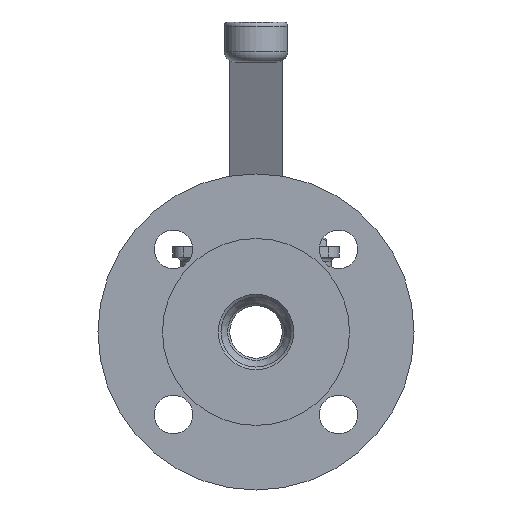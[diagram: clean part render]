
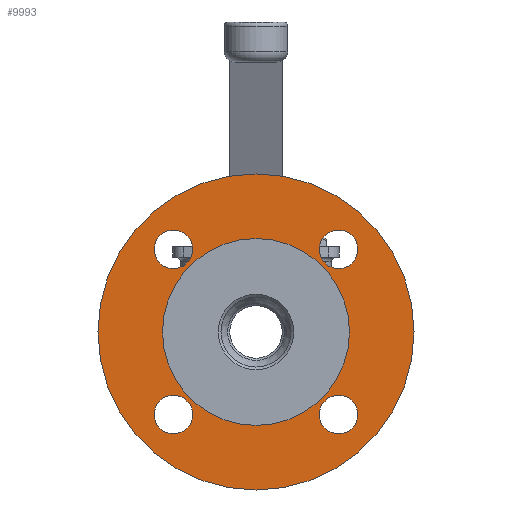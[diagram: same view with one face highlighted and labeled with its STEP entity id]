
A CAD part, front view. The second image highlights one B-rep face of the part: STEP entity #9993.
In plain terms, the highlighted planar face has unit normal (0, -1, 0).
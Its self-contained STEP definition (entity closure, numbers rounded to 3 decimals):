
#1234=CARTESIAN_POINT('',(-30.052,-66.23,23.052));
#1235=VERTEX_POINT('',#1234);
#1236=CARTESIAN_POINT('',(-30.052,-66.23,30.052));
#1237=DIRECTION('',(0.0,1.0,0.0));
#1238=DIRECTION('',(0.0,0.0,1.0));
#1239=AXIS2_PLACEMENT_3D('',#1236,#1237,#1238);
#1240=CIRCLE('',#1239,7.);
#1241=EDGE_CURVE('',#1235,#1235,#1240,.T.);
#1262=CARTESIAN_POINT('',(-23.052,-66.23,-30.052));
#1263=VERTEX_POINT('',#1262);
#1264=CARTESIAN_POINT('',(-30.052,-66.23,-30.052));
#1265=DIRECTION('',(0.0,1.0,0.0));
#1266=DIRECTION('',(-1.0,0.0,0.0));
#1267=AXIS2_PLACEMENT_3D('',#1264,#1265,#1266);
#1268=CIRCLE('',#1267,7.);
#1269=EDGE_CURVE('',#1263,#1263,#1268,.T.);
#1290=CARTESIAN_POINT('',(30.052,-66.23,-23.052));
#1291=VERTEX_POINT('',#1290);
#1292=CARTESIAN_POINT('',(30.052,-66.23,-30.052));
#1293=DIRECTION('',(0.0,1.0,0.0));
#1294=DIRECTION('',(0.0,0.0,-1.0));
#1295=AXIS2_PLACEMENT_3D('',#1292,#1293,#1294);
#1296=CIRCLE('',#1295,7.);
#1297=EDGE_CURVE('',#1291,#1291,#1296,.T.);
#1318=CARTESIAN_POINT('',(23.052,-66.23,30.052));
#1319=VERTEX_POINT('',#1318);
#1320=CARTESIAN_POINT('',(30.052,-66.23,30.052));
#1321=DIRECTION('',(0.0,1.0,0.0));
#1322=DIRECTION('',(1.0,0.0,0.0));
#1323=AXIS2_PLACEMENT_3D('',#1320,#1321,#1322);
#1324=CIRCLE('',#1323,7.);
#1325=EDGE_CURVE('',#1319,#1319,#1324,.T.);
#9947=CARTESIAN_POINT('',(0.0,-66.23,-57.5));
#9948=VERTEX_POINT('',#9947);
#9949=CARTESIAN_POINT('',(0.0,-66.23,0.0));
#9950=DIRECTION('',(0.0,-1.0,0.0));
#9951=DIRECTION('',(0.0,0.0,-1.0));
#9952=AXIS2_PLACEMENT_3D('',#9949,#9950,#9951);
#9953=CIRCLE('',#9952,57.5);
#9954=EDGE_CURVE('',#9948,#9948,#9953,.T.);
#9962=CARTESIAN_POINT('',(0.0,-66.23,-45.75));
#9963=DIRECTION('',(0.0,-1.0,0.0));
#9964=DIRECTION('',(0.0,0.0,-1.0));
#9965=AXIS2_PLACEMENT_3D('',#9962,#9963,#9964);
#9966=PLANE('',#9965);
#9967=ORIENTED_EDGE('',*,*,#9954,.T.);
#9968=EDGE_LOOP('',(#9967));
#9969=FACE_OUTER_BOUND('',#9968,.T.);
#9970=ORIENTED_EDGE('',*,*,#1241,.T.);
#9971=EDGE_LOOP('',(#9970));
#9972=FACE_BOUND('',#9971,.T.);
#9973=ORIENTED_EDGE('',*,*,#1269,.T.);
#9974=EDGE_LOOP('',(#9973));
#9975=FACE_BOUND('',#9974,.T.);
#9976=ORIENTED_EDGE('',*,*,#1297,.T.);
#9977=EDGE_LOOP('',(#9976));
#9978=FACE_BOUND('',#9977,.T.);
#9979=ORIENTED_EDGE('',*,*,#1325,.T.);
#9980=EDGE_LOOP('',(#9979));
#9981=FACE_BOUND('',#9980,.T.);
#9982=CARTESIAN_POINT('',(0.0,-66.23,-34.));
#9983=VERTEX_POINT('',#9982);
#9984=CARTESIAN_POINT('',(0.0,-66.23,0.0));
#9985=DIRECTION('',(0.0,-1.0,0.0));
#9986=DIRECTION('',(0.0,0.0,-1.0));
#9987=AXIS2_PLACEMENT_3D('',#9984,#9985,#9986);
#9988=CIRCLE('',#9987,34.);
#9989=EDGE_CURVE('',#9983,#9983,#9988,.T.);
#9990=ORIENTED_EDGE('',*,*,#9989,.F.);
#9991=EDGE_LOOP('',(#9990));
#9992=FACE_BOUND('',#9991,.T.);
#9993=ADVANCED_FACE('',(#9969,#9972,#9975,#9978,#9981,#9992),#9966,.T.);
